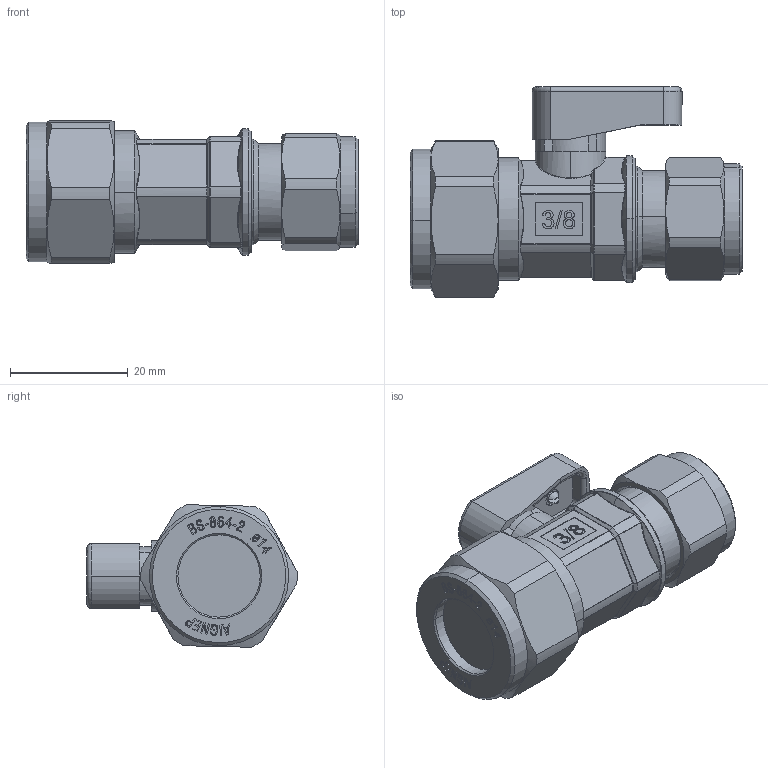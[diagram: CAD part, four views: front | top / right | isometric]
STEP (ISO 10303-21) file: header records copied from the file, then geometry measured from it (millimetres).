
FILE_DESCRIPTION (( 'STEP AP214' ), '1' );
FILE_NAME ('0645000008.step', '2012-10-02T16:34:10', ( '' ), ( '' ), 'SwSTEP 2.0', 'SolidWorks 2012', '' );
FILE_SCHEMA (( 'AUTOMOTIVE_DESIGN' ));
Length unit declared in the file: millimetre
Products named in the file (1): 0645000008
Bounding box: 56.5 x 35.8 x 24.25 mm (x, y, z)
Volume: 20922.5 mm3; surface area: 6861.9 mm2
Topology: 8 solids, 18 shells, 1291 faces, 3269 edges, 2072 vertices
Faces by surface type: plane 560, bspline 464, cylinder 141, torus 53, cone 51, sphere 22
Entity records: 58994 total; most frequent: CARTESIAN_POINT 31228, ORIENTED_EDGE 6486, DIRECTION 4350, EDGE_CURVE 3243, VERTEX_POINT 2072, VECTOR 1748, LINE 1748, EDGE_LOOP 1389
